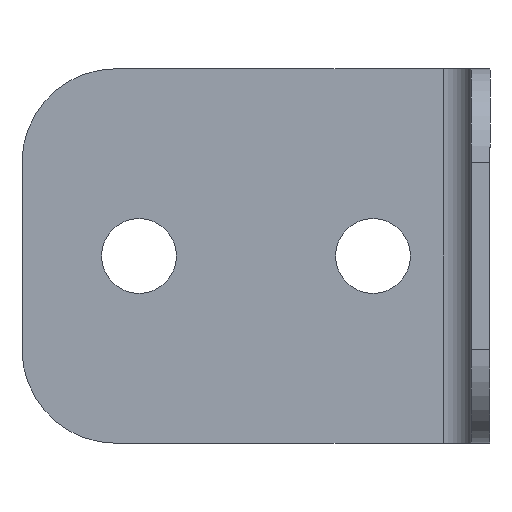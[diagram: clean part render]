
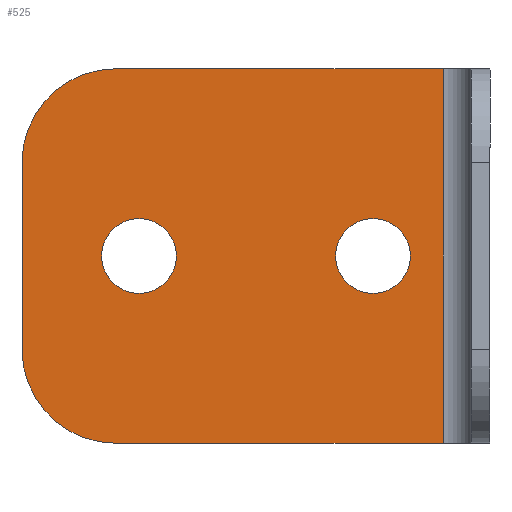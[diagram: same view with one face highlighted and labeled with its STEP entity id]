
A CAD part, left-side view. The second image highlights one B-rep face of the part: STEP entity #525.
In plain terms, the highlighted planar face has unit normal (-1, 0, 0).
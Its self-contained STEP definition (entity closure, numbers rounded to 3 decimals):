
#120=DIRECTION('',(0.,1.,0.));
#121=VECTOR('',#120,35.);
#122=CARTESIAN_POINT('',(-2.,5.,-20.));
#123=LINE('',#122,#121);
#150=CARTESIAN_POINT('',(-2.,40.,-10.));
#151=DIRECTION('',(1.,0.,0.));
#152=DIRECTION('',(0.,0.,-1.));
#153=AXIS2_PLACEMENT_3D('',#150,#151,#152);
#155=CARTESIAN_POINT('',(-2.,40.,10.));
#156=DIRECTION('',(1.,0.,0.));
#157=DIRECTION('',(0.,1.,0.));
#158=AXIS2_PLACEMENT_3D('',#155,#156,#157);
#160=DIRECTION('',(0.,0.,-1.));
#161=VECTOR('',#160,40.);
#162=CARTESIAN_POINT('',(-2.,5.,20.));
#163=LINE('',#162,#161);
#164=CARTESIAN_POINT('',(-2.,12.5,0.));
#165=DIRECTION('',(1.,0.,0.));
#166=DIRECTION('',(0.,0.,1.));
#167=AXIS2_PLACEMENT_3D('',#164,#165,#166);
#169=CARTESIAN_POINT('',(-2.,12.5,0.));
#170=DIRECTION('',(1.,0.,0.));
#171=DIRECTION('',(0.,0.,-1.));
#172=AXIS2_PLACEMENT_3D('',#169,#170,#171);
#174=CARTESIAN_POINT('',(-2.,37.5,0.));
#175=DIRECTION('',(1.,0.,0.));
#176=DIRECTION('',(0.,0.,1.));
#177=AXIS2_PLACEMENT_3D('',#174,#175,#176);
#179=CARTESIAN_POINT('',(-2.,37.5,0.));
#180=DIRECTION('',(1.,0.,0.));
#181=DIRECTION('',(0.,0.,-1.));
#182=AXIS2_PLACEMENT_3D('',#179,#180,#181);
#231=DIRECTION('',(0.,1.,0.));
#232=VECTOR('',#231,35.);
#233=CARTESIAN_POINT('',(-2.,5.,20.));
#234=LINE('',#233,#232);
#264=DIRECTION('',(0.,0.,1.));
#265=VECTOR('',#264,20.);
#266=CARTESIAN_POINT('',(-2.,50.,-10.));
#267=LINE('',#266,#265);
#324=CARTESIAN_POINT('',(-2.,5.,-20.));
#326=VERTEX_POINT('',#324);
#330=CARTESIAN_POINT('',(-2.,5.,20.));
#331=VERTEX_POINT('',#330);
#340=CARTESIAN_POINT('',(-2.,40.,-20.));
#341=CARTESIAN_POINT('',(-2.,50.,-10.));
#342=VERTEX_POINT('',#340);
#343=VERTEX_POINT('',#341);
#344=CARTESIAN_POINT('',(-2.,50.,10.));
#345=CARTESIAN_POINT('',(-2.,40.,20.));
#346=VERTEX_POINT('',#344);
#347=VERTEX_POINT('',#345);
#348=CARTESIAN_POINT('',(-2.,12.5,4.));
#349=CARTESIAN_POINT('',(-2.,12.5,-4.));
#350=VERTEX_POINT('',#348);
#351=VERTEX_POINT('',#349);
#352=CARTESIAN_POINT('',(-2.,37.5,4.));
#353=CARTESIAN_POINT('',(-2.,37.5,-4.));
#354=VERTEX_POINT('',#352);
#355=VERTEX_POINT('',#353);
#495=CARTESIAN_POINT('',(-2.,0.,-20.));
#496=DIRECTION('',(1.,0.,0.));
#497=DIRECTION('',(0.,1.,0.));
#498=AXIS2_PLACEMENT_3D('',#495,#496,#497);
#499=PLANE('',#498);
#501=ORIENTED_EDGE('',*,*,#500,.T.);
#503=ORIENTED_EDGE('',*,*,#502,.T.);
#505=ORIENTED_EDGE('',*,*,#504,.T.);
#507=ORIENTED_EDGE('',*,*,#506,.F.);
#509=ORIENTED_EDGE('',*,*,#508,.T.);
#510=ORIENTED_EDGE('',*,*,#479,.T.);
#511=EDGE_LOOP('',(#501,#503,#505,#507,#509,#510));
#512=FACE_OUTER_BOUND('',#511,.F.);
#514=ORIENTED_EDGE('',*,*,#513,.F.);
#516=ORIENTED_EDGE('',*,*,#515,.F.);
#517=EDGE_LOOP('',(#514,#516));
#518=FACE_BOUND('',#517,.F.);
#520=ORIENTED_EDGE('',*,*,#519,.F.);
#522=ORIENTED_EDGE('',*,*,#521,.F.);
#523=EDGE_LOOP('',(#520,#522));
#524=FACE_BOUND('',#523,.F.);
#154=CIRCLE('',#153,10.);
#159=CIRCLE('',#158,10.);
#168=CIRCLE('',#167,4.);
#173=CIRCLE('',#172,4.);
#178=CIRCLE('',#177,4.);
#183=CIRCLE('',#182,4.);
#479=EDGE_CURVE('',#326,#342,#123,.T.);
#500=EDGE_CURVE('',#342,#343,#154,.T.);
#502=EDGE_CURVE('',#343,#346,#267,.T.);
#504=EDGE_CURVE('',#346,#347,#159,.T.);
#506=EDGE_CURVE('',#331,#347,#234,.T.);
#508=EDGE_CURVE('',#331,#326,#163,.T.);
#513=EDGE_CURVE('',#350,#351,#168,.T.);
#515=EDGE_CURVE('',#351,#350,#173,.T.);
#519=EDGE_CURVE('',#354,#355,#178,.T.);
#521=EDGE_CURVE('',#355,#354,#183,.T.);
#525=ADVANCED_FACE('',(#512,#518,#524),#499,.F.);
